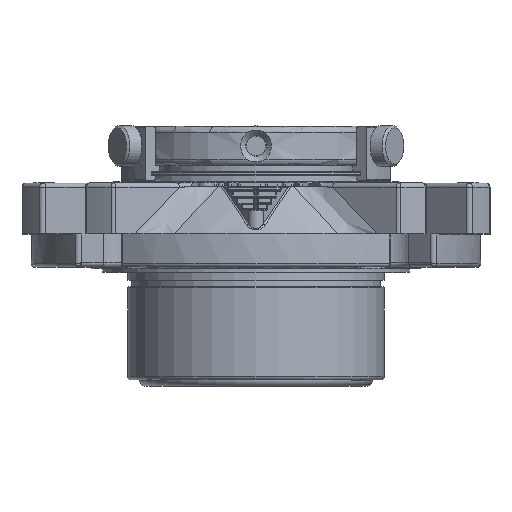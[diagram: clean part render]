
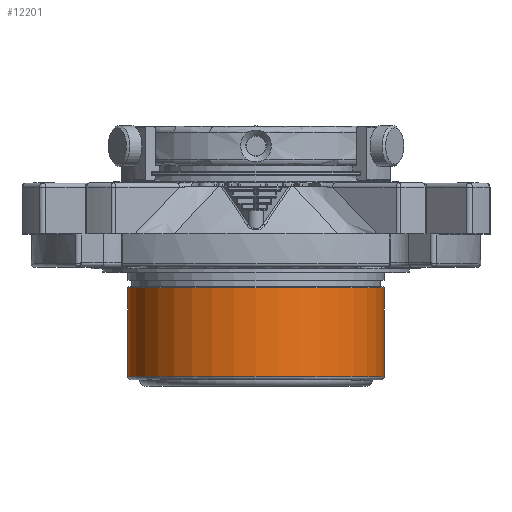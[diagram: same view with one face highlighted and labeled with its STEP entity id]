
A CAD part, top view. The second image highlights one B-rep face of the part: STEP entity #12201.
In plain terms, the highlighted cylindrical face has radius 31.09 mm (diameter 62.179 mm), a full revolution.
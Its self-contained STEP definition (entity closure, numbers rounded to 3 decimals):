
#3927=ORIENTED_EDGE('',*,*,#5171,.T.);
#3928=ORIENTED_EDGE('',*,*,#5172,.T.);
#5171=EDGE_CURVE('',#5942,#5942,#6498,.T.);
#5172=EDGE_CURVE('',#5943,#5943,#6499,.T.);
#5942=VERTEX_POINT('',#20021);
#5943=VERTEX_POINT('',#20024);
#6498=CIRCLE('',#13273,31.09);
#6499=CIRCLE('',#13275,31.09);
#7099=EDGE_LOOP('',(#3927));
#7100=EDGE_LOOP('',(#3928));
#7714=FACE_BOUND('',#7099,.T.);
#7715=FACE_BOUND('',#7100,.T.);
#7934=CYLINDRICAL_SURFACE('',#13274,31.09);
#12201=ADVANCED_FACE('',(#7714,#7715),#7934,.T.);
#13273=AXIS2_PLACEMENT_3D('',#20020,#15872,#15873);
#13274=AXIS2_PLACEMENT_3D('',#20022,#15874,#15875);
#13275=AXIS2_PLACEMENT_3D('',#20023,#15876,#15877);
#15872=DIRECTION('',(0.,1.,0.));
#15873=DIRECTION('',(0.,0.,1.));
#15874=DIRECTION('',(0.,1.,0.));
#15875=DIRECTION('',(0.,0.,1.));
#15876=DIRECTION('',(0.,-1.,0.));
#15877=DIRECTION('',(0.,0.,-1.));
#20020=CARTESIAN_POINT('',(0.,-15.113,0.));
#20021=CARTESIAN_POINT('',(0.,-15.113,31.09));
#20022=CARTESIAN_POINT('',(0.,44.125,0.));
#20023=CARTESIAN_POINT('',(0.,6.477,0.));
#20024=CARTESIAN_POINT('',(0.,6.477,-31.09));
